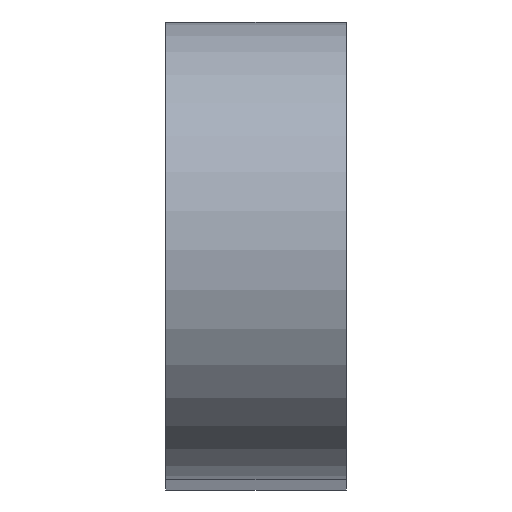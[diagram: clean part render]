
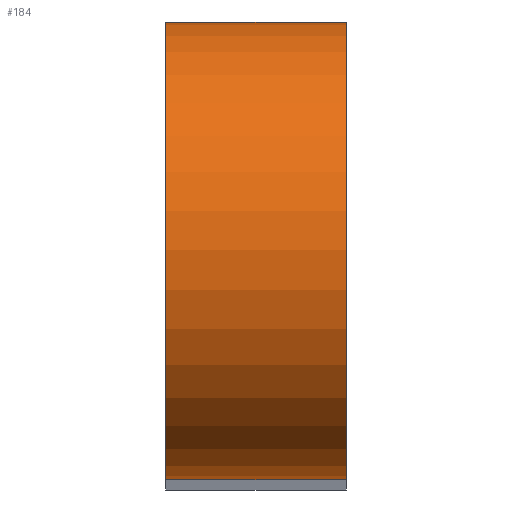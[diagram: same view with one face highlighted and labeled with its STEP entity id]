
A CAD part, top view. The second image highlights one B-rep face of the part: STEP entity #184.
In plain terms, the highlighted cylindrical face has radius 7.6 mm (diameter 15.2 mm), a partial arc.
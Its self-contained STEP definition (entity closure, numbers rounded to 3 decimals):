
#23=CIRCLE('',#215,7.6);
#24=CIRCLE('',#216,7.6);
#28=CYLINDRICAL_SURFACE('',#214,7.6);
#36=FACE_OUTER_BOUND('',#46,.T.);
#46=EDGE_LOOP('',(#151,#152,#153,#154));
#60=LINE('',#303,#76);
#66=LINE('',#318,#82);
#76=VECTOR('',#248,10.);
#82=VECTOR('',#262,10.);
#92=VERTEX_POINT('',#300);
#93=VERTEX_POINT('',#302);
#97=VERTEX_POINT('',#314);
#98=VERTEX_POINT('',#316);
#112=EDGE_CURVE('',#92,#93,#60,.T.);
#120=EDGE_CURVE('',#97,#98,#66,.T.);
#121=EDGE_CURVE('',#92,#97,#23,.T.);
#122=EDGE_CURVE('',#93,#98,#24,.T.);
#151=ORIENTED_EDGE('',*,*,#121,.T.);
#152=ORIENTED_EDGE('',*,*,#120,.T.);
#153=ORIENTED_EDGE('',*,*,#122,.F.);
#154=ORIENTED_EDGE('',*,*,#112,.F.);
#184=ADVANCED_FACE('',(#36),#28,.T.);
#214=AXIS2_PLACEMENT_3D('',#319,#263,#264);
#215=AXIS2_PLACEMENT_3D('',#320,#265,#266);
#216=AXIS2_PLACEMENT_3D('',#321,#267,#268);
#248=DIRECTION('',(1.,0.,0.));
#262=DIRECTION('',(1.,0.,0.));
#263=DIRECTION('center_axis',(1.,0.,0.));
#264=DIRECTION('ref_axis',(0.,1.,0.));
#265=DIRECTION('center_axis',(1.,0.,0.));
#266=DIRECTION('ref_axis',(0.,1.,0.));
#267=DIRECTION('center_axis',(1.,0.,0.));
#268=DIRECTION('ref_axis',(0.,1.,0.));
#300=CARTESIAN_POINT('',(0.,7.6,0.));
#302=CARTESIAN_POINT('',(6.,7.6,0.));
#303=CARTESIAN_POINT('',(0.,7.6,0.));
#314=CARTESIAN_POINT('',(0.,-7.6,0.003));
#316=CARTESIAN_POINT('',(6.,-7.6,0.003));
#318=CARTESIAN_POINT('',(0.,-7.6,0.003));
#319=CARTESIAN_POINT('Origin',(0.,0.,0.));
#320=CARTESIAN_POINT('Origin',(0.,0.,0.));
#321=CARTESIAN_POINT('Origin',(6.,0.,0.));
